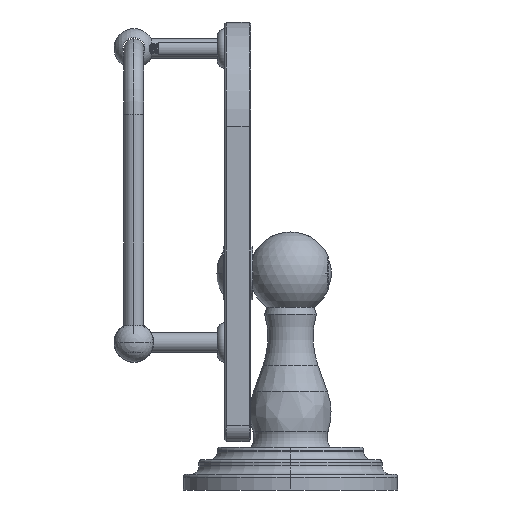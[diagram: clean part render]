
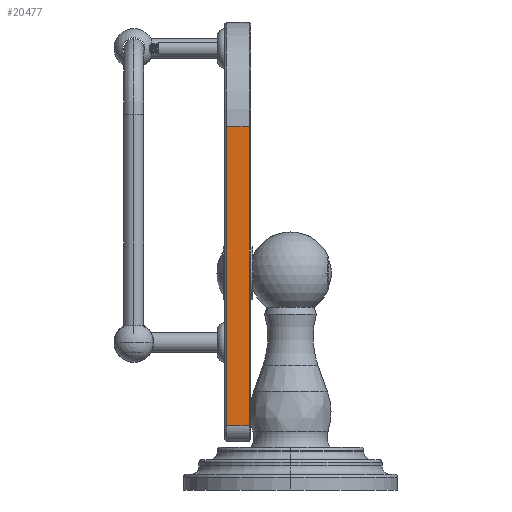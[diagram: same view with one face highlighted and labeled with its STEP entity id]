
A CAD part, left-side view. The second image highlights one B-rep face of the part: STEP entity #20477.
In plain terms, the highlighted planar face has unit normal (-1, 0, 0).
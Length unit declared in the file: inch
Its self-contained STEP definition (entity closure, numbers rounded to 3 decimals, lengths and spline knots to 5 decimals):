
#479=DIRECTION('',(0.,0.,1.));
#480=VECTOR('',#479,3.553);
#481=CARTESIAN_POINT('',(-12.,0.763,
0.773));
#482=LINE('',#481,#480);
#483=DIRECTION('',(0.,-1.,0.));
#484=VECTOR('',#483,0.272);
#485=CARTESIAN_POINT('',(-12.,0.763,4.326));
#486=LINE('',#485,#484);
#487=DIRECTION('',(0.,0.,-1.));
#488=VECTOR('',#487,3.553);
#489=CARTESIAN_POINT('',(-12.,0.491,4.326));
#490=LINE('',#489,#488);
#491=DIRECTION('',(0.,-1.,0.));
#492=VECTOR('',#491,0.272);
#493=CARTESIAN_POINT('',(-12.,0.763,
0.773));
#494=LINE('',#493,#492);
#19079=CARTESIAN_POINT('',(-12.,0.763,0.773));
#19080=VERTEX_POINT('',#19079);
#19083=CARTESIAN_POINT('',(-12.,0.763,
4.326));
#19084=VERTEX_POINT('',#19083);
#19094=CARTESIAN_POINT('',(-12.,0.491,4.326));
#19096=VERTEX_POINT('',#19094);
#19099=CARTESIAN_POINT('',(-12.,0.491,
0.773));
#19100=VERTEX_POINT('',#19099);
#20465=CARTESIAN_POINT('',(-12.,0.471,0.576));
#20466=DIRECTION('',(-1.,0.,0.));
#20467=DIRECTION('',(0.,0.,1.));
#20468=AXIS2_PLACEMENT_3D('',#20465,#20466,#20467);
#20469=PLANE('',#20468);
#20470=ORIENTED_EDGE('',*,*,#20433,.T.);
#20471=ORIENTED_EDGE('',*,*,#20460,.T.);
#20472=ORIENTED_EDGE('',*,*,#20177,.T.);
#20474=ORIENTED_EDGE('',*,*,#20473,.F.);
#20475=EDGE_LOOP('',(#20470,#20471,#20472,#20474));
#20476=FACE_OUTER_BOUND('',#20475,.F.);
#20477=ADVANCED_FACE('',(#20476),#20469,.T.);
#20177=EDGE_CURVE('',#19096,#19100,#490,.T.);
#20433=EDGE_CURVE('',#19080,#19084,#482,.T.);
#20460=EDGE_CURVE('',#19084,#19096,#486,.T.);
#20473=EDGE_CURVE('',#19080,#19100,#494,.T.);
